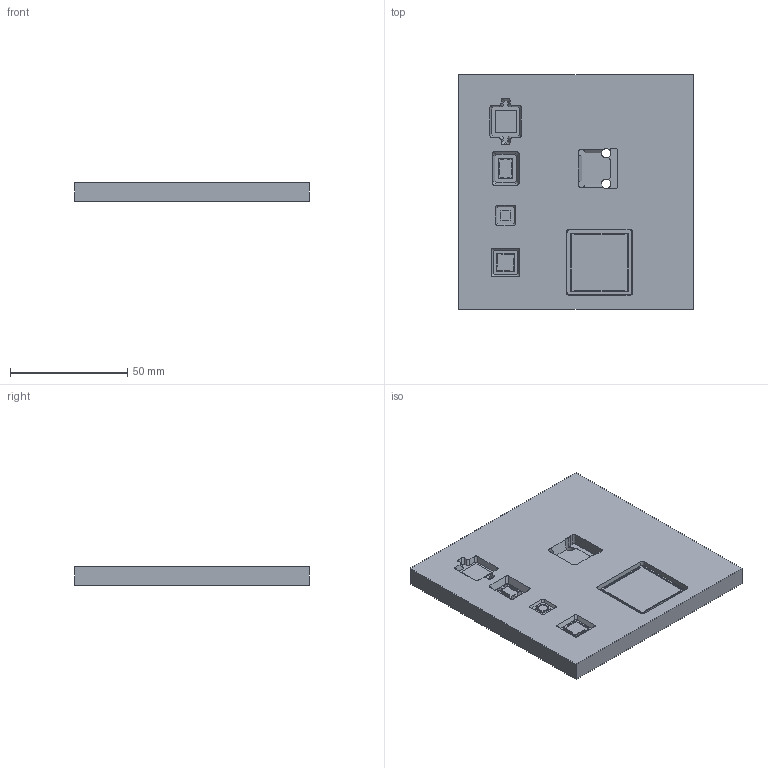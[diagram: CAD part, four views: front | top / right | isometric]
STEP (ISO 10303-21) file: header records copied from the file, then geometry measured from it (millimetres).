
FILE_DESCRIPTION((''),'2;1');
FILE_NAME('Electronic Chip Tray','2021-11-10T11:15:36',('Windows'),(''),'CADlook_v10.0','Cimatron E 8.5','');
FILE_SCHEMA(('AUTOMOTIVE_DESIGN { 1 2 10303 214 0 1 1 1 }'));
Length unit declared in the file: millimetre
Products named in the file (1): Body0
Bounding box: 100 x 100 x 7.9 mm (x, y, z)
Volume: 75593.3 mm3; surface area: 24211.6 mm2
Topology: 1 solids, 1 shells, 173 faces, 488 edges, 326 vertices
Faces by surface type: plane 133, cylinder 40
Full cylindrical faces by diameter (mm): 4 x2
Entity records: 6985 total; most frequent: CARTESIAN_POINT 1010, ORIENTED_EDGE 972, DIRECTION 920, EDGE_CURVE 486, VECTOR 392, LINE 392, VERTEX_POINT 326, AXIS2_PLACEMENT_3D 264
